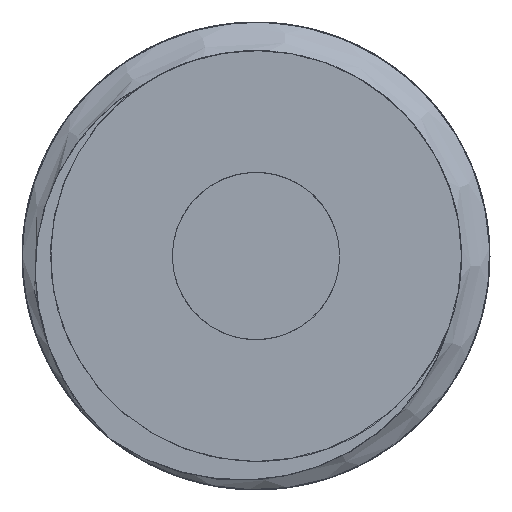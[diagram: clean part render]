
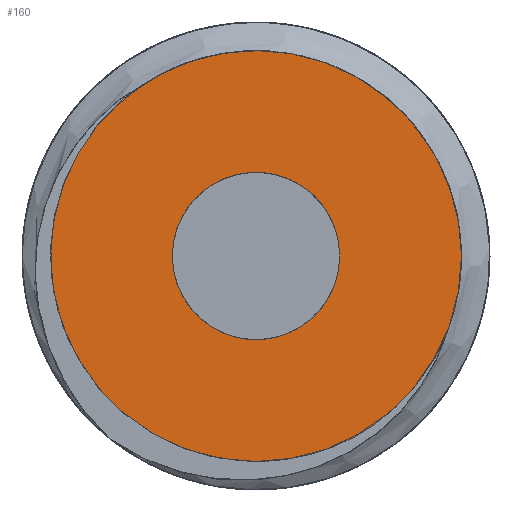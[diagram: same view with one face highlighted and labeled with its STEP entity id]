
A CAD part, front view. The second image highlights one B-rep face of the part: STEP entity #160.
In plain terms, the highlighted planar face has unit normal (0, -1, 0).
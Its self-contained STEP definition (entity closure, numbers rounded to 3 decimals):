
#160=ADVANCED_FACE('',(#184),#171,.T.);
#171=PLANE('',#380);
#184=FACE_OUTER_BOUND('',#199,.T.);
#199=EDGE_LOOP('',(#245));
#245=ORIENTED_EDGE('',*,*,#329,.T.);
#287=VERTEX_POINT('',#8046);
#329=EDGE_CURVE('',#287,#287,#367,.T.);
#367=B_SPLINE_CURVE_WITH_KNOTS('',3,(#8030,#8031,#8032,#8033,#8034,#8035,
#8036,#8037,#8038,#8039,#8040,#8041,#8042,#8043,#8044,#8045),
 .UNSPECIFIED.,.T.,.F.,(1,3,3,3,3,3,3,1),(-0.2,0.,0.2,0.4,0.6,0.8,1.,1.2),
 .UNSPECIFIED.);
#380=AXIS2_PLACEMENT_3D('',#8047,#408,#409);
#408=DIRECTION('',(0.,-1.,0.));
#409=DIRECTION('',(0.,0.,-1.));
#8030=CARTESIAN_POINT('',(2.7,28.,0.));
#8031=CARTESIAN_POINT('',(2.7,28.,1.488));
#8032=CARTESIAN_POINT('',(1.485,28.,2.7));
#8033=CARTESIAN_POINT('',(0.,28.,2.7));
#8034=CARTESIAN_POINT('',(-1.485,28.,2.7));
#8035=CARTESIAN_POINT('',(-2.7,28.,1.485));
#8036=CARTESIAN_POINT('',(-2.7,28.,0.));
#8037=CARTESIAN_POINT('',(-2.7,28.,-1.485));
#8038=CARTESIAN_POINT('',(-1.485,28.,-2.7));
#8039=CARTESIAN_POINT('',(0.,28.,-2.7));
#8040=CARTESIAN_POINT('',(0.743,28.,-2.7));
#8041=CARTESIAN_POINT('',(1.384,28.,-2.434));
#8042=CARTESIAN_POINT('',(1.909,28.,-1.909));
#8043=CARTESIAN_POINT('',(2.434,28.,-1.384));
#8044=CARTESIAN_POINT('',(2.7,28.,-0.747));
#8045=CARTESIAN_POINT('',(2.7,28.,0.));
#8046=CARTESIAN_POINT('',(2.7,28.,0.));
#8047=CARTESIAN_POINT('',(-2.701,28.,2.701));
